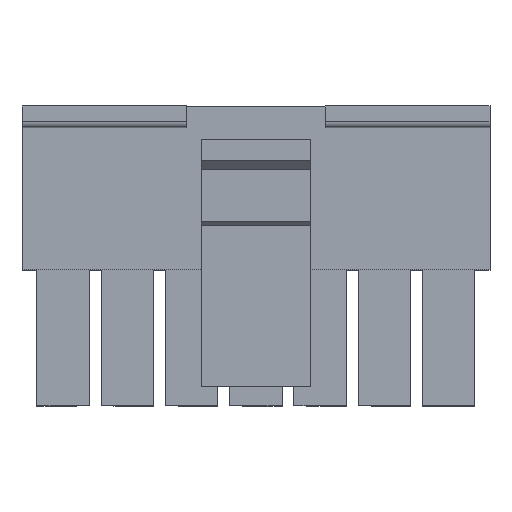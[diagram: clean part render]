
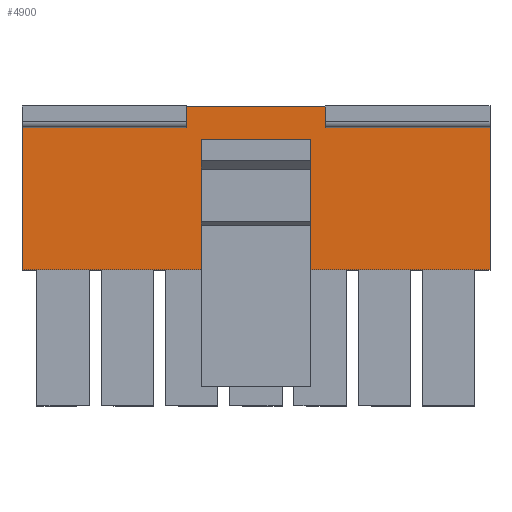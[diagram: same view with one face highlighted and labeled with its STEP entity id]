
A CAD part, top view. The second image highlights one B-rep face of the part: STEP entity #4900.
In plain terms, the highlighted planar face has unit normal (0, 0, 1).
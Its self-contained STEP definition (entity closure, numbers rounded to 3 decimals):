
#18=DIRECTION('',(0.,-1.,0.));
#19=VECTOR('',#18,6.63);
#20=CARTESIAN_POINT('',(-10.92,2.63,1.95));
#21=LINE('',#20,#19);
#71=DIRECTION('',(1.,0.,0.));
#72=VECTOR('',#71,6.49);
#73=CARTESIAN_POINT('',(-3.245,3.65,1.95));
#74=LINE('',#73,#72);
#307=DIRECTION('',(1.,0.,0.));
#308=VECTOR('',#307,21.85);
#309=CARTESIAN_POINT('',(-10.92,-4.,1.95));
#310=LINE('',#309,#308);
#1591=DIRECTION('',(0.,-1.,0.));
#1592=VECTOR('',#1591,1.38);
#1593=CARTESIAN_POINT('',(-2.545,-2.,1.95));
#1594=LINE('',#1593,#1592);
#1595=DIRECTION('',(1.,0.,0.));
#1596=VECTOR('',#1595,5.09);
#1597=CARTESIAN_POINT('',(-2.545,-3.38,1.95));
#1598=LINE('',#1597,#1596);
#1599=DIRECTION('',(0.,-1.,0.));
#1600=VECTOR('',#1599,1.38);
#1601=CARTESIAN_POINT('',(2.545,-2.,1.95));
#1602=LINE('',#1601,#1600);
#1603=DIRECTION('',(1.,0.,0.));
#1604=VECTOR('',#1603,5.09);
#1605=CARTESIAN_POINT('',(-2.545,-2.,1.95));
#1606=LINE('',#1605,#1604);
#1607=DIRECTION('',(1.,0.,0.));
#1608=VECTOR('',#1607,7.675);
#1609=CARTESIAN_POINT('',(-10.92,2.63,1.95));
#1610=LINE('',#1609,#1608);
#1611=DIRECTION('',(0.,1.,0.));
#1612=VECTOR('',#1611,1.02);
#1613=CARTESIAN_POINT('',(-3.245,2.63,1.95));
#1614=LINE('',#1613,#1612);
#1615=DIRECTION('',(0.,-1.,0.));
#1616=VECTOR('',#1615,1.02);
#1617=CARTESIAN_POINT('',(3.245,3.65,1.95));
#1618=LINE('',#1617,#1616);
#1619=DIRECTION('',(1.,0.,0.));
#1620=VECTOR('',#1619,7.685);
#1621=CARTESIAN_POINT('',(3.245,2.63,1.95));
#1622=LINE('',#1621,#1620);
#1822=DIRECTION('',(0.,-1.,0.));
#1823=VECTOR('',#1822,6.63);
#1824=CARTESIAN_POINT('',(10.93,2.63,1.95));
#1825=LINE('',#1824,#1823);
#1877=CARTESIAN_POINT('',(-10.92,-4.,1.95));
#1879=VERTEX_POINT('',#1877);
#1883=CARTESIAN_POINT('',(10.93,-4.,1.95));
#1885=VERTEX_POINT('',#1883);
#2013=CARTESIAN_POINT('',(-2.545,-2.,1.95));
#2015=VERTEX_POINT('',#2013);
#2017=CARTESIAN_POINT('',(2.545,-2.,1.95));
#2019=VERTEX_POINT('',#2017);
#2021=CARTESIAN_POINT('',(3.245,3.65,1.95));
#2022=CARTESIAN_POINT('',(3.245,2.63,1.95));
#2023=VERTEX_POINT('',#2021);
#2024=VERTEX_POINT('',#2022);
#2025=CARTESIAN_POINT('',(-3.245,2.63,1.95));
#2026=CARTESIAN_POINT('',(-3.245,3.65,1.95));
#2027=VERTEX_POINT('',#2025);
#2028=VERTEX_POINT('',#2026);
#2037=CARTESIAN_POINT('',(-2.545,-3.38,1.95));
#2038=VERTEX_POINT('',#2037);
#2039=CARTESIAN_POINT('',(2.545,-3.38,1.95));
#2040=VERTEX_POINT('',#2039);
#2109=CARTESIAN_POINT('',(-10.92,2.63,1.95));
#2110=VERTEX_POINT('',#2109);
#2111=CARTESIAN_POINT('',(10.93,2.63,1.95));
#2112=VERTEX_POINT('',#2111);
#4870=CARTESIAN_POINT('',(-10.92,3.65,1.95));
#4871=DIRECTION('',(0.,0.,1.));
#4872=DIRECTION('',(0.,-1.,0.));
#4873=AXIS2_PLACEMENT_3D('',#4870,#4871,#4872);
#4874=PLANE('',#4873);
#4876=ORIENTED_EDGE('',*,*,#4875,.T.);
#4878=ORIENTED_EDGE('',*,*,#4877,.T.);
#4879=ORIENTED_EDGE('',*,*,#2544,.T.);
#4881=ORIENTED_EDGE('',*,*,#4880,.T.);
#4883=ORIENTED_EDGE('',*,*,#4882,.T.);
#4885=ORIENTED_EDGE('',*,*,#4884,.T.);
#4886=ORIENTED_EDGE('',*,*,#2705,.F.);
#4887=ORIENTED_EDGE('',*,*,#2510,.F.);
#4888=EDGE_LOOP('',(#4876,#4878,#4879,#4881,#4883,#4885,#4886,#4887));
#4889=FACE_OUTER_BOUND('',#4888,.F.);
#4891=ORIENTED_EDGE('',*,*,#4890,.T.);
#4893=ORIENTED_EDGE('',*,*,#4892,.T.);
#4895=ORIENTED_EDGE('',*,*,#4894,.F.);
#4897=ORIENTED_EDGE('',*,*,#4896,.F.);
#4898=EDGE_LOOP('',(#4891,#4893,#4895,#4897));
#4899=FACE_BOUND('',#4898,.F.);
#4900=ADVANCED_FACE('',(#4889,#4899),#4874,.T.);
#2510=EDGE_CURVE('',#2110,#1879,#21,.T.);
#2544=EDGE_CURVE('',#2028,#2023,#74,.T.);
#2705=EDGE_CURVE('',#1879,#1885,#310,.T.);
#4875=EDGE_CURVE('',#2110,#2027,#1610,.T.);
#4877=EDGE_CURVE('',#2027,#2028,#1614,.T.);
#4880=EDGE_CURVE('',#2023,#2024,#1618,.T.);
#4882=EDGE_CURVE('',#2024,#2112,#1622,.T.);
#4884=EDGE_CURVE('',#2112,#1885,#1825,.T.);
#4890=EDGE_CURVE('',#2015,#2038,#1594,.T.);
#4892=EDGE_CURVE('',#2038,#2040,#1598,.T.);
#4894=EDGE_CURVE('',#2019,#2040,#1602,.T.);
#4896=EDGE_CURVE('',#2015,#2019,#1606,.T.);
